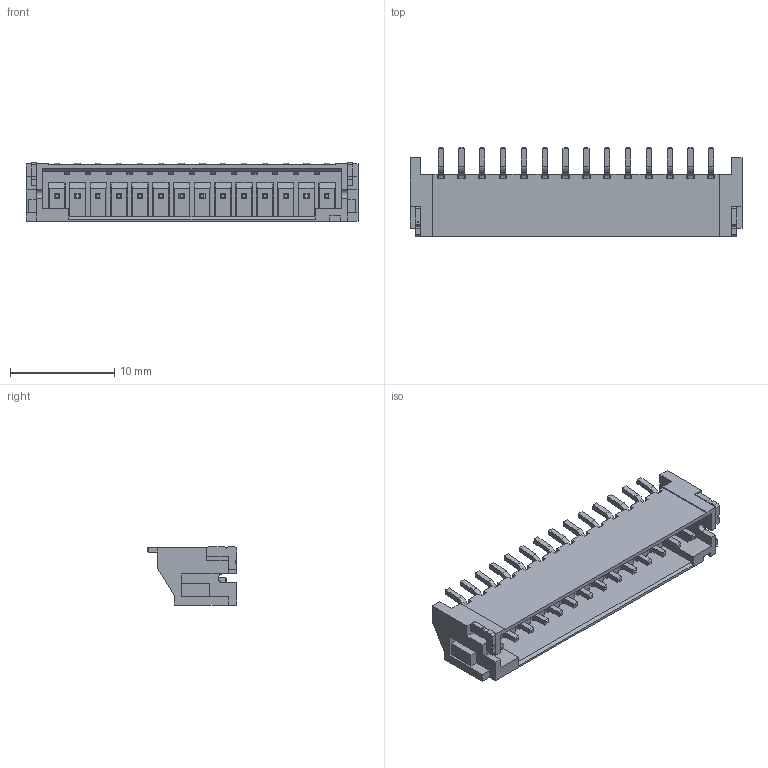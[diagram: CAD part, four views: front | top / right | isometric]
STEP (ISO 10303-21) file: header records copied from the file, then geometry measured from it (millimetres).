
FILE_DESCRIPTION (( 'STEP AP214' ), '1' );
FILE_NAME ('JST-S14B-PH-SM4-TB.STEP', '2020-12-29T19:09:06', ( '' ), ( '' ), 'SwSTEP 2.0', 'SolidWorks 2020', '' );
FILE_SCHEMA (( 'AUTOMOTIVE_DESIGN' ));
Length unit declared in the file: millimetre
Products named in the file (1): JST-S14B-PH-SM4-TB
Bounding box: 31.9 x 8.61 x 5.61 mm (x, y, z)
Volume: 528.2 mm3; surface area: 1431.2 mm2
Topology: 3 solids, 3 shells, 702 faces, 1757 edges, 1086 vertices
Faces by surface type: plane 614, bspline 70, cylinder 18
Entity records: 30038 total; most frequent: CARTESIAN_POINT 5772, ORIENTED_EDGE 3514, DIRECTION 3143, EDGE_CURVE 1757, LINE 1637, VECTOR 1637, VERTEX_POINT 1086, AXIS2_PLACEMENT_3D 753
